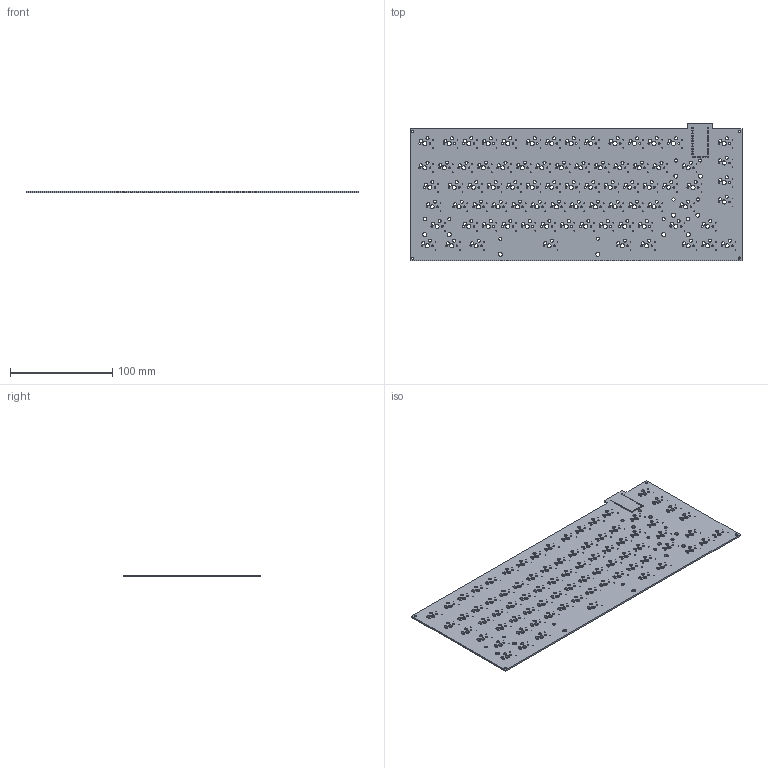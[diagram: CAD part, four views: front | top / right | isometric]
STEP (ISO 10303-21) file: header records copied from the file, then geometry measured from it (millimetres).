
FILE_DESCRIPTION(('KiCad electronic assembly'),'2;1');
FILE_NAME('keyboard.step','2023-03-05T13:08:04',('Pcbnew'),('Kicad'), 'Open CASCADE STEP processor 7.6','KiCad to STEP converter','Unknown' );
FILE_SCHEMA(('AUTOMOTIVE_DESIGN { 1 0 10303 214 1 1 1 1 }'));
Length unit declared in the file: millimetre
Products named in the file (2): keyboard 1; keyboard PCB
Assembly tree (1 placements, depth 2):
  keyboard 1
    keyboard PCB
Bounding box: 324.32 x 134.28 x 1.6 mm (x, y, z)
Volume: 62715.5 mm3; surface area: 86367.6 mm2
Topology: 1 solids, 1 shells, 623 faces, 1863 edges, 1242 vertices
Faces by surface type: cylinder 613, plane 10
Full cylindrical faces by diameter (mm): 0.7 x160, 1.092 x29, 1.702 x160, 2.2 x4, 3 x160, 3.048 x2, 3.05 x8, 3.988 x82, 4 x8
Entity records: 48461 total; most frequent: DIRECTION 8065, CARTESIAN_POINT 7456, ORIENTED_EDGE 3726, PCURVE 3726, DEFINITIONAL_REPRESENTATION 3726, LINE 3137, VECTOR 3137, CIRCLE 2452
